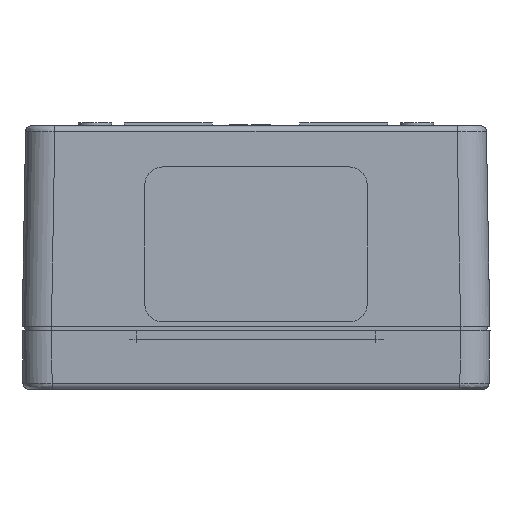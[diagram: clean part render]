
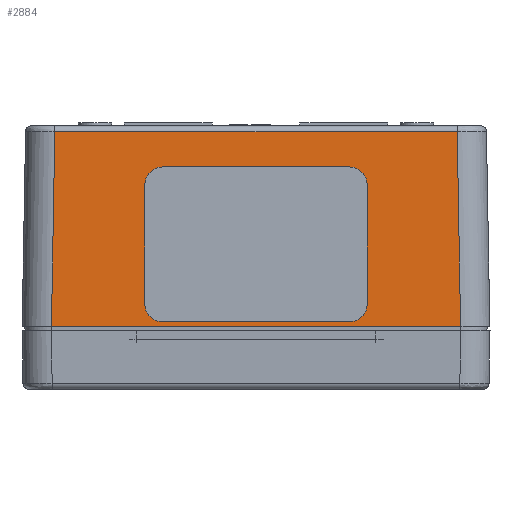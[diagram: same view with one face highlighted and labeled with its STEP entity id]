
A CAD part, left-side view. The second image highlights one B-rep face of the part: STEP entity #2884.
In plain terms, the highlighted planar face has unit normal (-1, 0, 0.018).
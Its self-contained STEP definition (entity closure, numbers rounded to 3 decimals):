
#1200=CARTESIAN_POINT('',(-74.24,-69.761,4.942));
#1201=VERTEX_POINT('',#1200);
#1202=CARTESIAN_POINT('',(-74.24,-5.761,4.942));
#1203=VERTEX_POINT('',#1202);
#1204=CARTESIAN_POINT('',(-74.24,-69.761,4.942));
#1205=DIRECTION('',(0.0,1.0,0.0));
#1206=VECTOR('',#1205,64.);
#1207=LINE('',#1204,#1206);
#1208=EDGE_CURVE('',#1201,#1203,#1207,.T.);
#1240=CARTESIAN_POINT('',(-74.136,-75.761,10.941));
#1241=VERTEX_POINT('',#1240);
#1242=CARTESIAN_POINT('',(-74.136,-69.761,10.941));
#1243=DIRECTION('',(1.,0.0,-0.017));
#1244=DIRECTION('',(0.0,-1.0,0.0));
#1245=AXIS2_PLACEMENT_3D('',#1242,#1243,#1244);
#1246=CIRCLE('',#1245,6.);
#1247=EDGE_CURVE('',#1241,#1201,#1246,.T.);
#1273=CARTESIAN_POINT('',(-73.42,-75.761,51.935));
#1274=VERTEX_POINT('',#1273);
#1275=CARTESIAN_POINT('',(-73.42,-75.761,51.935));
#1276=DIRECTION('',(-0.017,0.,-1.));
#1277=VECTOR('',#1276,41.);
#1278=LINE('',#1275,#1277);
#1279=EDGE_CURVE('',#1274,#1241,#1278,.T.);
#1304=CARTESIAN_POINT('',(-73.315,-69.761,57.934));
#1305=VERTEX_POINT('',#1304);
#1306=CARTESIAN_POINT('',(-73.42,-69.761,51.935));
#1307=DIRECTION('',(1.,0.,-0.017));
#1308=DIRECTION('',(0.017,0.,1.));
#1309=AXIS2_PLACEMENT_3D('',#1306,#1307,#1308);
#1310=CIRCLE('',#1309,6.);
#1311=EDGE_CURVE('',#1305,#1274,#1310,.T.);
#1337=CARTESIAN_POINT('',(-74.136,0.239,10.941));
#1338=VERTEX_POINT('',#1337);
#1339=CARTESIAN_POINT('',(-73.42,0.239,51.935));
#1340=VERTEX_POINT('',#1339);
#1341=CARTESIAN_POINT('',(-74.136,0.239,10.941));
#1342=DIRECTION('',(0.017,0.,1.));
#1343=VECTOR('',#1342,41.);
#1344=LINE('',#1341,#1343);
#1345=EDGE_CURVE('',#1338,#1340,#1344,.T.);
#1377=CARTESIAN_POINT('',(-74.136,-5.761,10.941));
#1378=DIRECTION('',(1.,0.,-0.017));
#1379=DIRECTION('',(-0.017,0.,-1.));
#1380=AXIS2_PLACEMENT_3D('',#1377,#1378,#1379);
#1381=CIRCLE('',#1380,6.);
#1382=EDGE_CURVE('',#1203,#1338,#1381,.T.);
#1401=CARTESIAN_POINT('',(-73.315,-5.761,57.934));
#1402=VERTEX_POINT('',#1401);
#1403=CARTESIAN_POINT('',(-73.42,-5.761,51.935));
#1404=DIRECTION('',(1.,0.0,-0.017));
#1405=DIRECTION('',(0.0,1.0,0.0));
#1406=AXIS2_PLACEMENT_3D('',#1403,#1404,#1405);
#1407=CIRCLE('',#1406,6.);
#1408=EDGE_CURVE('',#1340,#1402,#1407,.T.);
#1434=CARTESIAN_POINT('',(-73.315,-5.761,57.934));
#1435=DIRECTION('',(0.0,-1.0,0.0));
#1436=VECTOR('',#1435,64.0);
#1437=LINE('',#1434,#1436);
#1438=EDGE_CURVE('',#1402,#1305,#1437,.T.);
#2685=CARTESIAN_POINT('',(-74.265,-107.702,3.5));
#2686=VERTEX_POINT('',#2685);
#2696=CARTESIAN_POINT('',(-74.265,32.179,3.5));
#2697=VERTEX_POINT('',#2696);
#2698=CARTESIAN_POINT('',(-74.265,32.179,3.5));
#2699=DIRECTION('',(0.0,-1.0,0.0));
#2700=VECTOR('',#2699,139.881);
#2701=LINE('',#2698,#2700);
#2702=EDGE_CURVE('',#2697,#2686,#2701,.T.);
#2832=CARTESIAN_POINT('',(-73.104,31.018,70.035));
#2833=VERTEX_POINT('',#2832);
#2834=CARTESIAN_POINT('',(-74.265,32.179,3.5));
#2835=DIRECTION('',(0.017,-0.017,1.));
#2836=VECTOR('',#2835,66.555);
#2837=LINE('',#2834,#2836);
#2838=EDGE_CURVE('',#2697,#2833,#2837,.T.);
#2851=CARTESIAN_POINT('',(-74.327,-117.761,0.0));
#2852=DIRECTION('',(-1.,0.,0.017));
#2853=DIRECTION('',(0.0,-1.0,0.0));
#2854=AXIS2_PLACEMENT_3D('',#2851,#2852,#2853);
#2855=PLANE('',#2854);
#2856=ORIENTED_EDGE('',*,*,#2702,.T.);
#2857=CARTESIAN_POINT('',(-73.104,-106.54,70.035));
#2858=VERTEX_POINT('',#2857);
#2859=CARTESIAN_POINT('',(-73.104,-106.54,70.035));
#2860=DIRECTION('',(-0.017,-0.017,-1.));
#2861=VECTOR('',#2860,66.555);
#2862=LINE('',#2859,#2861);
#2863=EDGE_CURVE('',#2858,#2686,#2862,.T.);
#2864=ORIENTED_EDGE('',*,*,#2863,.F.);
#2865=CARTESIAN_POINT('',(-73.104,31.018,70.035));
#2866=DIRECTION('',(0.0,-1.0,0.0));
#2867=VECTOR('',#2866,137.558);
#2868=LINE('',#2865,#2867);
#2869=EDGE_CURVE('',#2833,#2858,#2868,.T.);
#2870=ORIENTED_EDGE('',*,*,#2869,.F.);
#2871=ORIENTED_EDGE('',*,*,#2838,.F.);
#2872=EDGE_LOOP('',(#2856,#2864,#2870,#2871));
#2873=FACE_OUTER_BOUND('',#2872,.T.);
#2874=ORIENTED_EDGE('',*,*,#1311,.T.);
#2875=ORIENTED_EDGE('',*,*,#1279,.T.);
#2876=ORIENTED_EDGE('',*,*,#1247,.T.);
#2877=ORIENTED_EDGE('',*,*,#1208,.T.);
#2878=ORIENTED_EDGE('',*,*,#1382,.T.);
#2879=ORIENTED_EDGE('',*,*,#1345,.T.);
#2880=ORIENTED_EDGE('',*,*,#1408,.T.);
#2881=ORIENTED_EDGE('',*,*,#1438,.T.);
#2882=EDGE_LOOP('',(#2874,#2875,#2876,#2877,#2878,#2879,#2880,#2881));
#2883=FACE_BOUND('',#2882,.T.);
#2884=ADVANCED_FACE('',(#2873,#2883),#2855,.T.);
